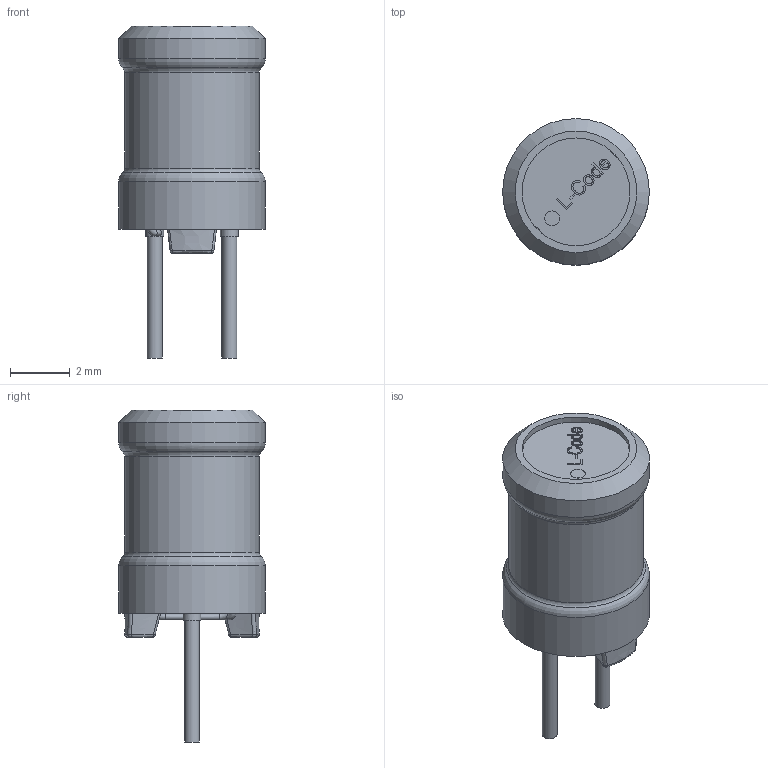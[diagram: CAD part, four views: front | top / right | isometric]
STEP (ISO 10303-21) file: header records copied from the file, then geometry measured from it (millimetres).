
FILE_DESCRIPTION(/* description */ ('Unknown'),/* implementation_level */ '2;1');
FILE_NAME(/* name */ '7447462xx',/* time_stamp */ '2022-08-17T14:17:16+02:00',/* author */ ('Unknown'),/* organization */ ('Unknown'),/* preprocessor_version */ 'ST-DEVELOPER v16.7',/* originating_system */ 'Solid Edge',/* authorisation */ 'Unknown');
FILE_SCHEMA (('AUTOMOTIVE_DESIGN {1 0 10303 214 3 1 1}'));
Length unit declared in the file: millimetre
Products named in the file (3): 7447462xx; WE-TI_XS; Schirm
Assembly tree (2 placements, depth 2):
  7447462xx
    WE-TI_XS
    Schirm
Bounding box: 4.9 x 4.9 x 11.1 mm (x, y, z)
Volume: 87 mm3; surface area: 526.9 mm2
Topology: 2 solids, 2 shells, 174 faces, 403 edges, 242 vertices
Faces by surface type: plane 51, bspline 44, cylinder 43, torus 24, sphere 8, cone 4
Full cylindrical faces by diameter (mm): 0.2 x6, 0.5 x3, 0.6 x2, 2.2 x1, 3.6 x1, 4.1 x1, 4.5 x3, 4.9 x2
Entity records: 9437 total; most frequent: CARTESIAN_POINT 4948, ORIENTED_EDGE 692, DIRECTION 584, EDGE_CURVE 346, AXIS2_PLACEMENT_3D 254, EDGE_LOOP 240, FACE_BOUND 240, VERTEX_POINT 238
